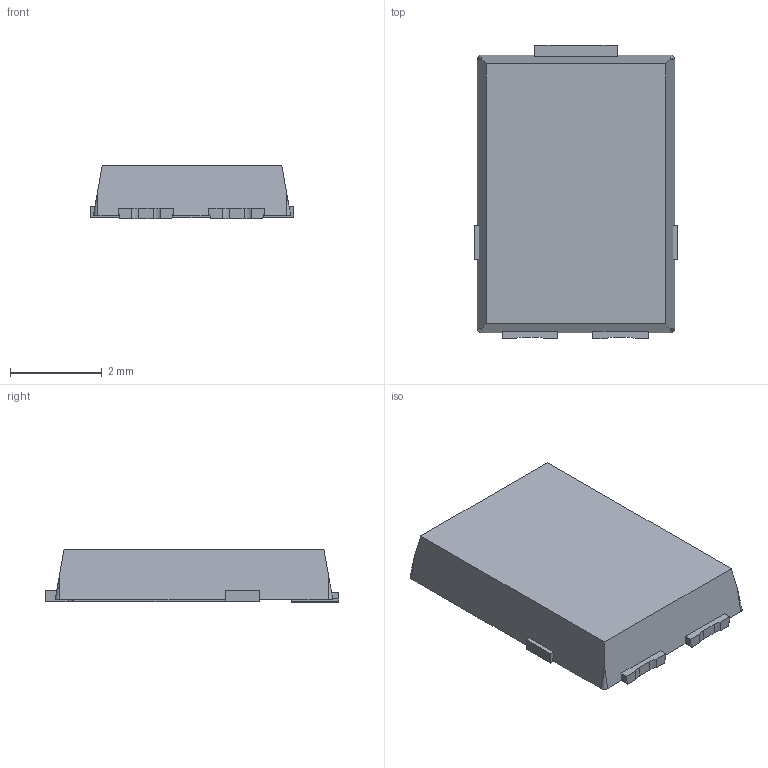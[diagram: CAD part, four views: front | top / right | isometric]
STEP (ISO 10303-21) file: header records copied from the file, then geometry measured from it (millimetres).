
FILE_DESCRIPTION (( 'STEP AP203' ), '1' );
FILE_NAME ('SMPC4.6U_114mil.STEP', '2019-10-16T03:07:30', ( '' ), ( '' ), 'SwSTEP 2.0', 'SolidWorks 2019', '' );
FILE_SCHEMA (( 'CONFIG_CONTROL_DESIGN' ));
Length unit declared in the file: millimetre
Products named in the file (10): SMPC4.6U_114mil; clip_114mil; clip_down_114mil; clip_down_solder_114mil; die_114mil; LF_down; EMC_114mil; die_solder_114mil; clip_up_solder_114mil; LF_up
Assembly tree (11 placements, depth 2):
  SMPC4.6U_114mil
    LF_up
    LF_down  x2
    die_solder_114mil
    clip_down_solder_114mil  x2
    die_114mil
    clip_up_solder_114mil
    clip_down_114mil
    clip_114mil
    EMC_114mil
Bounding box: 4.41 x 6.4 x 1.16 mm (x, y, z)
Volume: 27.4 mm3; surface area: 243.4 mm2
Topology: 11 solids, 11 shells, 375 faces, 994 edges, 646 vertices
Faces by surface type: plane 319, cylinder 52, cone 4
Entity records: 11578 total; most frequent: CARTESIAN_POINT 1999, ORIENTED_EDGE 1808, DIRECTION 1654, EDGE_CURVE 904, LINE 812, VECTOR 812, VERTEX_POINT 590, AXIS2_PLACEMENT_3D 421
